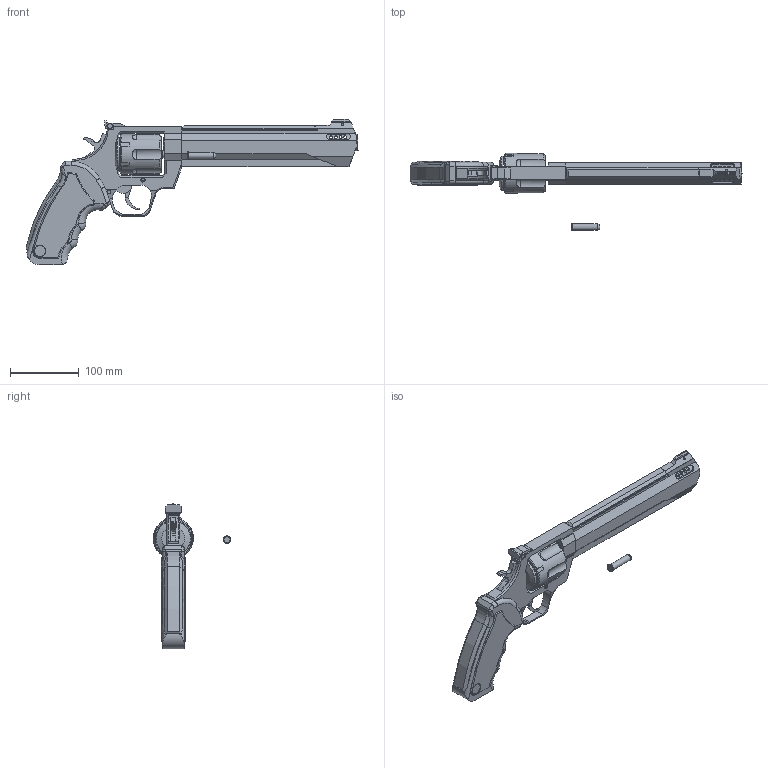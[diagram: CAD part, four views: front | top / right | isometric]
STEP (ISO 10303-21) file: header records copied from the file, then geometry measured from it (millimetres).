
FILE_DESCRIPTION(/* description */ ('STEP AP242','CAx-IF Rec.Pracs.---Representation and Presentation of Product Manufacturing Information (PMI)---4.0---2014-10-13','CAx-IF Rec.Pracs.---3D Tessellated Geometry---0.4---2014-09-14','2;1'),/* implementation_level */ '2;1');
FILE_NAME(/* name */ '667dd7603e52425244bc8dae',/* time_stamp */ '2024-06-27T21:19:28Z',/* author */ (''),/* organization */ (''),/* preprocessor_version */ 'ST-DEVELOPER v20',/* originating_system */ ' ',/* authorisation */ ' ');
FILE_SCHEMA (('AP242_MANAGED_MODEL_BASED_3D_ENGINEERING_MIM_LF { 1 0 10303 442 1 1 4 }'));
Length unit declared in the file: metre
Products named in the file (3): 357 Magnum; Cylinder; Semi-Legal
Bounding box: 484.13 x 113.22 x 212.11 mm (x, y, z)
Volume: 864131.3 mm3; surface area: 172682.6 mm2
Topology: 3 solids, 3 shells, 466 faces, 1226 edges, 784 vertices
Faces by surface type: plane 289, cylinder 105, cone 41, torus 23, bspline 6, sphere 2
Full cylindrical faces by diameter (mm): 3.331 x2, 4.138 x2, 4.343 x4, 5.198 x2, 6.465 x2, 7.365 x2, 9.055 x1, 9.779 x1, 11.176 x7, 11.735 x2, 12.573 x1, 13.97 x12, 16.764 x1, 19.558 x2, 23.749 x1, 26.543 x1, 40.428 x1, 50.292 x1, 53.086 x1, 58.674 x1
Entity records: 15503 total; most frequent: CARTESIAN_POINT 3332, ORIENTED_EDGE 2294, DIRECTION 2250, EDGE_CURVE 1147, AXIS2_PLACEMENT_3D 788, VERTEX_POINT 762, LINE 674, VECTOR 674
